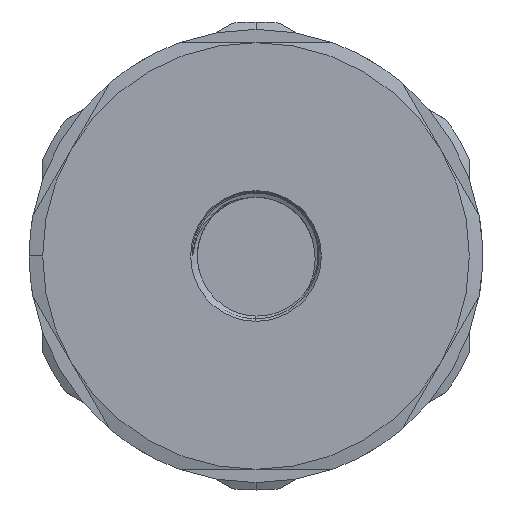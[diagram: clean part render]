
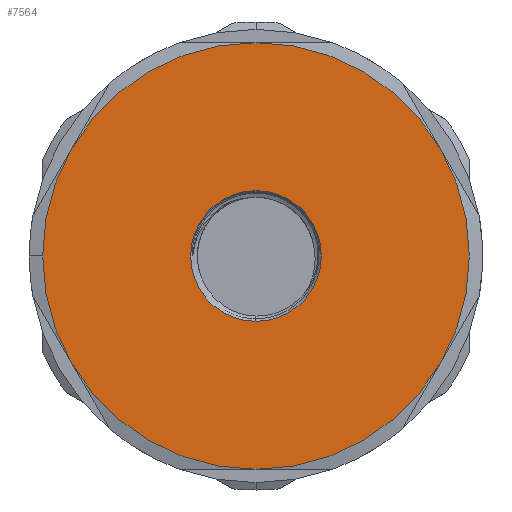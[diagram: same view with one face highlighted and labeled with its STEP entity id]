
A CAD part, left-side view. The second image highlights one B-rep face of the part: STEP entity #7564.
In plain terms, the highlighted planar face has unit normal (-1, 0, 0).
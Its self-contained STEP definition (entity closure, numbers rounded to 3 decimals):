
#65 = CIRCLE ( 'NONE', #3753, 4.9 ) ;
#324 = CARTESIAN_POINT ( 'NONE',  ( -4.03, 0., -4.9 ) ) ;
#433 = DIRECTION ( 'NONE',  ( 1., 0., 0. ) ) ;
#569 = VERTEX_POINT ( 'NONE', #3116 ) ;
#586 = AXIS2_PLACEMENT_3D ( 'NONE', #4238, #433, #2054 ) ;
#605 = VERTEX_POINT ( 'NONE', #5422 ) ;
#610 = CARTESIAN_POINT ( 'NONE',  ( -4.03, -13.856, -8. ) ) ;
#636 = CARTESIAN_POINT ( 'NONE',  ( -4.03, 0., 4.9 ) ) ;
#790 = EDGE_CURVE ( 'NONE', #8477, #9361, #1216, .T. ) ;
#1018 = CIRCLE ( 'NONE', #4643, 16. ) ;
#1098 = AXIS2_PLACEMENT_3D ( 'NONE', #6157, #8574, #1626 ) ;
#1216 = CIRCLE ( 'NONE', #1379, 16. ) ;
#1379 = AXIS2_PLACEMENT_3D ( 'NONE', #5054, #8132, #3623 ) ;
#1383 = CIRCLE ( 'NONE', #3618, 16. ) ;
#1458 = AXIS2_PLACEMENT_3D ( 'NONE', #6156, #6196, #9323 ) ;
#1626 = DIRECTION ( 'NONE',  ( 0., 1., 0. ) ) ;
#1678 = DIRECTION ( 'NONE',  ( -1., 0., 0. ) ) ;
#1716 = DIRECTION ( 'NONE',  ( 0., 1., 0. ) ) ;
#1877 = EDGE_LOOP ( 'NONE', ( #8350, #1918, #8351, #3905, #4332, #7720, #7926 ) ) ;
#1918 = ORIENTED_EDGE ( 'NONE', *, *, #5493, .F. ) ;
#1928 = AXIS2_PLACEMENT_3D ( 'NONE', #4960, #3404, #8667 ) ;
#1959 = VERTEX_POINT ( 'NONE', #2067 ) ;
#2054 = DIRECTION ( 'NONE',  ( 0., 1., 0. ) ) ;
#2067 = CARTESIAN_POINT ( 'NONE',  ( -4.03, 13.856, -8. ) ) ;
#2170 = CIRCLE ( 'NONE', #1458, 4.9 ) ;
#2189 = EDGE_CURVE ( 'NONE', #9420, #8770, #2170, .T. ) ;
#2503 = CARTESIAN_POINT ( 'NONE',  ( -4.03, 0., 0. ) ) ;
#2865 = CIRCLE ( 'NONE', #586, 16. ) ;
#2909 = CARTESIAN_POINT ( 'NONE',  ( -4.03, 0., 0. ) ) ;
#2934 = CARTESIAN_POINT ( 'NONE',  ( -4.03, 0., 0. ) ) ;
#2970 = CARTESIAN_POINT ( 'NONE',  ( -4.03, 0., 16. ) ) ;
#3100 = CARTESIAN_POINT ( 'NONE',  ( -4.03, 9.238, 16. ) ) ;
#3116 = CARTESIAN_POINT ( 'NONE',  ( -4.03, 0., -16. ) ) ;
#3292 = CARTESIAN_POINT ( 'NONE',  ( -4.03, -13.856, 8. ) ) ;
#3352 = AXIS2_PLACEMENT_3D ( 'NONE', #2909, #9705, #8970 ) ;
#3378 = DIRECTION ( 'NONE',  ( 1., 0., 0. ) ) ;
#3404 = DIRECTION ( 'NONE',  ( 1., 0., 0. ) ) ;
#3618 = AXIS2_PLACEMENT_3D ( 'NONE', #2503, #3378, #1716 ) ;
#3623 = DIRECTION ( 'NONE',  ( 0., 1., 0. ) ) ;
#3672 = FACE_OUTER_BOUND ( 'NONE', #1877, .T. ) ;
#3753 = AXIS2_PLACEMENT_3D ( 'NONE', #8473, #1678, #7696 ) ;
#3905 = ORIENTED_EDGE ( 'NONE', *, *, #7215, .F. ) ;
#4238 = CARTESIAN_POINT ( 'NONE',  ( -4.03, 0., 0. ) ) ;
#4293 = CIRCLE ( 'NONE', #3352, 16. ) ;
#4332 = ORIENTED_EDGE ( 'NONE', *, *, #5288, .F. ) ;
#4363 = DIRECTION ( 'NONE',  ( 0., 1., 0. ) ) ;
#4625 = PLANE ( 'NONE',  #6582 ) ;
#4643 = AXIS2_PLACEMENT_3D ( 'NONE', #2934, #8239, #4363 ) ;
#4960 = CARTESIAN_POINT ( 'NONE',  ( -4.03, 0., 0. ) ) ;
#5054 = CARTESIAN_POINT ( 'NONE',  ( -4.03, 0., 0. ) ) ;
#5190 = EDGE_CURVE ( 'NONE', #6700, #605, #7243, .T. ) ;
#5288 = EDGE_CURVE ( 'NONE', #605, #8187, #7466, .T. ) ;
#5422 = CARTESIAN_POINT ( 'NONE',  ( -4.03, 13.856, 8. ) ) ;
#5493 = EDGE_CURVE ( 'NONE', #9361, #569, #2865, .T. ) ;
#5741 = EDGE_CURVE ( 'NONE', #1959, #6700, #4293, .T. ) ;
#6156 = CARTESIAN_POINT ( 'NONE',  ( -4.03, 0., 0. ) ) ;
#6157 = CARTESIAN_POINT ( 'NONE',  ( -4.03, 0., 0. ) ) ;
#6196 = DIRECTION ( 'NONE',  ( -1., 0., 0. ) ) ;
#6582 = AXIS2_PLACEMENT_3D ( 'NONE', #3100, #9159, #9836 ) ;
#6700 = VERTEX_POINT ( 'NONE', #8651 ) ;
#6933 = ORIENTED_EDGE ( 'NONE', *, *, #2189, .F. ) ;
#7215 = EDGE_CURVE ( 'NONE', #8187, #8477, #1383, .T. ) ;
#7243 = CIRCLE ( 'NONE', #1098, 16. ) ;
#7359 = EDGE_LOOP ( 'NONE', ( #6933, #7405 ) ) ;
#7405 = ORIENTED_EDGE ( 'NONE', *, *, #7758, .F. ) ;
#7466 = CIRCLE ( 'NONE', #1928, 16. ) ;
#7564 = ADVANCED_FACE ( 'NONE', ( #3672, #9729 ), #4625, .F. ) ;
#7696 = DIRECTION ( 'NONE',  ( 0., 0., 1. ) ) ;
#7720 = ORIENTED_EDGE ( 'NONE', *, *, #5190, .F. ) ;
#7758 = EDGE_CURVE ( 'NONE', #8770, #9420, #65, .T. ) ;
#7926 = ORIENTED_EDGE ( 'NONE', *, *, #5741, .F. ) ;
#8132 = DIRECTION ( 'NONE',  ( 1., 0., 0. ) ) ;
#8187 = VERTEX_POINT ( 'NONE', #2970 ) ;
#8239 = DIRECTION ( 'NONE',  ( 1., 0., 0. ) ) ;
#8350 = ORIENTED_EDGE ( 'NONE', *, *, #9407, .F. ) ;
#8351 = ORIENTED_EDGE ( 'NONE', *, *, #790, .F. ) ;
#8473 = CARTESIAN_POINT ( 'NONE',  ( -4.03, 0., 0. ) ) ;
#8477 = VERTEX_POINT ( 'NONE', #3292 ) ;
#8574 = DIRECTION ( 'NONE',  ( 1., 0., 0. ) ) ;
#8651 = CARTESIAN_POINT ( 'NONE',  ( -4.03, 16., 0. ) ) ;
#8667 = DIRECTION ( 'NONE',  ( 0., 1., 0. ) ) ;
#8770 = VERTEX_POINT ( 'NONE', #324 ) ;
#8970 = DIRECTION ( 'NONE',  ( 0., 1., 0. ) ) ;
#9159 = DIRECTION ( 'NONE',  ( 1., 0., 0. ) ) ;
#9323 = DIRECTION ( 'NONE',  ( 0., 0., 1. ) ) ;
#9361 = VERTEX_POINT ( 'NONE', #610 ) ;
#9407 = EDGE_CURVE ( 'NONE', #569, #1959, #1018, .T. ) ;
#9420 = VERTEX_POINT ( 'NONE', #636 ) ;
#9705 = DIRECTION ( 'NONE',  ( 1., 0., 0. ) ) ;
#9729 = FACE_BOUND ( 'NONE', #7359, .T. ) ;
#9836 = DIRECTION ( 'NONE',  ( 0., 0., -1. ) ) ;
